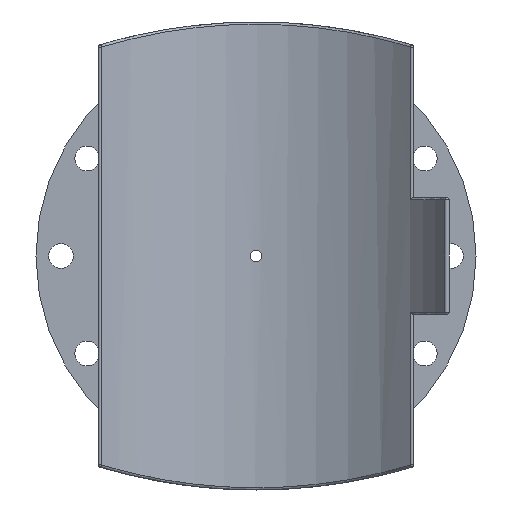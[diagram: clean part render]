
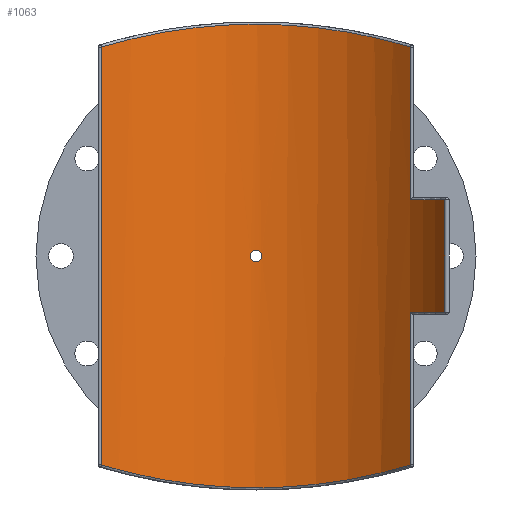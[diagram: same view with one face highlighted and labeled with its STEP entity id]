
A CAD part, front view. The second image highlights one B-rep face of the part: STEP entity #1063.
In plain terms, the highlighted cylindrical face has radius 200 mm (diameter 400 mm), a partial arc.
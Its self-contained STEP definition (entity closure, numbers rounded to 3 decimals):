
#68=CIRCLE('',#1158,200.);
#69=CIRCLE('',#1159,200.);
#149=LINE('',#2112,#179);
#151=LINE('',#2131,#181);
#152=LINE('',#2144,#182);
#153=LINE('',#2148,#183);
#179=VECTOR('',#1352,137.014);
#181=VECTOR('',#1358,375.028);
#182=VECTOR('',#1359,137.014);
#183=VECTOR('',#1362,101.);
#205=FACE_BOUND('',#357,.T.);
#273=FACE_OUTER_BOUND('',#356,.T.);
#356=EDGE_LOOP('',(#781,#782,#783,#784,#785,#786,#787,#788));
#357=EDGE_LOOP('',(#789));
#489=B_SPLINE_CURVE_WITH_KNOTS('',3,(#2076,#2077,#2078,#2079,#2080,#2081,
#2082,#2083,#2084,#2085),.UNSPECIFIED.,.F.,.F.,(4,1,1,1,1,1,1,4),(-31.202,
-26.745,-22.287,-17.83,-13.372,
-8.915,-4.457,0.),.UNSPECIFIED.);
#492=B_SPLINE_CURVE_WITH_KNOTS('',3,(#2133,#2134,#2135,#2136,#2137,#2138,
#2139,#2140,#2141,#2142),.UNSPECIFIED.,.F.,.F.,(4,1,1,1,1,1,1,4),(-31.202,
-26.745,-22.287,-17.83,-13.372,
-8.915,-4.457,0.),.UNSPECIFIED.);
#493=B_SPLINE_CURVE_WITH_KNOTS('',3,(#2151,#2152,#2153,#2154,#2155,#2156,
#2157,#2158,#2159,#2160,#2161,#2162,#2163,#2164,#2165,#2166,#2167,#2168,
#2169,#2170,#2171,#2172,#2173,#2174,#2175,#2176,#2177,#2178,#2179,#2180,
#2181,#2182,#2183,#2184),.UNSPECIFIED.,.T.,.F.,(4,2,2,2,2,2,2,2,2,2,2,2,
2,2,2,2,4),(0.,0.196,0.392,0.588,0.784,
0.979,1.175,1.371,1.567,1.763,
1.959,2.155,2.351,2.547,2.742,
2.938,3.134),.UNSPECIFIED.);
#520=VERTEX_POINT('',#2073);
#521=VERTEX_POINT('',#2075);
#524=VERTEX_POINT('',#2111);
#527=VERTEX_POINT('',#2130);
#528=VERTEX_POINT('',#2132);
#529=VERTEX_POINT('',#2143);
#530=VERTEX_POINT('',#2145);
#531=VERTEX_POINT('',#2147);
#532=VERTEX_POINT('',#2150);
#619=EDGE_CURVE('',#520,#521,#489,.T.);
#629=EDGE_CURVE('',#521,#524,#149,.T.);
#633=EDGE_CURVE('',#527,#520,#151,.T.);
#634=EDGE_CURVE('',#528,#527,#492,.T.);
#635=EDGE_CURVE('',#529,#528,#152,.T.);
#636=EDGE_CURVE('',#530,#529,#68,.T.);
#637=EDGE_CURVE('',#531,#530,#153,.T.);
#638=EDGE_CURVE('',#524,#531,#69,.T.);
#639=EDGE_CURVE('',#532,#532,#493,.T.);
#781=ORIENTED_EDGE('',*,*,#619,.F.);
#782=ORIENTED_EDGE('',*,*,#633,.F.);
#783=ORIENTED_EDGE('',*,*,#634,.F.);
#784=ORIENTED_EDGE('',*,*,#635,.F.);
#785=ORIENTED_EDGE('',*,*,#636,.F.);
#786=ORIENTED_EDGE('',*,*,#637,.F.);
#787=ORIENTED_EDGE('',*,*,#638,.F.);
#788=ORIENTED_EDGE('',*,*,#629,.F.);
#789=ORIENTED_EDGE('',*,*,#639,.T.);
#1016=CYLINDRICAL_SURFACE('',#1157,200.);
#1063=ADVANCED_FACE('',(#273,#205),#1016,.F.);
#1157=AXIS2_PLACEMENT_3D('',#2129,#1356,#1357);
#1158=AXIS2_PLACEMENT_3D('',#2146,#1360,#1361);
#1159=AXIS2_PLACEMENT_3D('',#2149,#1363,#1364);
#1352=DIRECTION('',(0.,0.,-1.));
#1356=DIRECTION('center_axis',(0.,0.,1.));
#1357=DIRECTION('ref_axis',(-1.,0.,0.));
#1358=DIRECTION('',(0.,0.,1.));
#1359=DIRECTION('',(0.,0.,-1.));
#1360=DIRECTION('center_axis',(0.,0.,1.));
#1361=DIRECTION('ref_axis',(0.794,0.608,0.));
#1362=DIRECTION('',(0.,0.,-1.));
#1363=DIRECTION('center_axis',(0.,0.,-1.));
#1364=DIRECTION('ref_axis',(0.794,0.608,0.));
#2073=CARTESIAN_POINT('',(-138.366,144.412,187.514));
#2075=CARTESIAN_POINT('',(138.366,144.412,187.514));
#2076=CARTESIAN_POINT('Ctrl Pts',(-138.366,144.412,187.514));
#2077=CARTESIAN_POINT('Ctrl Pts',(-127.984,154.359,190.656));
#2078=CARTESIAN_POINT('Ctrl Pts',(-105.052,172.033,196.82));
#2079=CARTESIAN_POINT('Ctrl Pts',(-65.409,190.699,204.122));
#2080=CARTESIAN_POINT('Ctrl Pts',(-22.229,200.404,208.168));
#2081=CARTESIAN_POINT('Ctrl Pts',(22.226,200.402,208.166));
#2082=CARTESIAN_POINT('Ctrl Pts',(65.407,190.701,204.124));
#2083=CARTESIAN_POINT('Ctrl Pts',(105.053,172.032,196.819));
#2084=CARTESIAN_POINT('Ctrl Pts',(127.984,154.359,190.656));
#2085=CARTESIAN_POINT('Ctrl Pts',(138.366,144.412,187.514));
#2111=CARTESIAN_POINT('',(138.366,144.412,50.5));
#2112=CARTESIAN_POINT('',(138.366,144.412,0.));
#2129=CARTESIAN_POINT('Origin',(0.,0.,0.));
#2130=CARTESIAN_POINT('',(-138.366,144.412,-187.514));
#2131=CARTESIAN_POINT('',(-138.366,144.412,0.));
#2132=CARTESIAN_POINT('',(138.366,144.412,-187.514));
#2133=CARTESIAN_POINT('Ctrl Pts',(138.366,144.412,-187.514));
#2134=CARTESIAN_POINT('Ctrl Pts',(127.984,154.359,-190.656));
#2135=CARTESIAN_POINT('Ctrl Pts',(105.051,172.033,-196.82));
#2136=CARTESIAN_POINT('Ctrl Pts',(65.41,190.699,-204.122));
#2137=CARTESIAN_POINT('Ctrl Pts',(22.228,200.404,-208.168));
#2138=CARTESIAN_POINT('Ctrl Pts',(-22.226,200.402,-208.167));
#2139=CARTESIAN_POINT('Ctrl Pts',(-65.407,190.701,-204.124));
#2140=CARTESIAN_POINT('Ctrl Pts',(-105.053,172.032,-196.819));
#2141=CARTESIAN_POINT('Ctrl Pts',(-127.984,154.359,-190.656));
#2142=CARTESIAN_POINT('Ctrl Pts',(-138.366,144.412,-187.514));
#2143=CARTESIAN_POINT('',(138.366,144.412,-50.5));
#2144=CARTESIAN_POINT('',(138.366,144.412,0.));
#2145=CARTESIAN_POINT('',(169.554,106.072,-50.5));
#2146=CARTESIAN_POINT('Origin',(0.,0.,-50.5));
#2147=CARTESIAN_POINT('',(169.554,106.072,50.5));
#2148=CARTESIAN_POINT('',(169.554,106.072,0.));
#2149=CARTESIAN_POINT('Origin',(0.,0.,50.5));
#2150=CARTESIAN_POINT('',(5.2,199.932,0.));
#2151=CARTESIAN_POINT('Ctrl Pts',(5.2,199.932,0.));
#2152=CARTESIAN_POINT('Ctrl Pts',(5.2,199.932,-0.653));
#2153=CARTESIAN_POINT('Ctrl Pts',(5.07,199.936,-1.349));
#2154=CARTESIAN_POINT('Ctrl Pts',(4.539,199.949,-2.631));
#2155=CARTESIAN_POINT('Ctrl Pts',(4.139,199.958,-3.215));
#2156=CARTESIAN_POINT('Ctrl Pts',(3.215,199.975,-4.139));
#2157=CARTESIAN_POINT('Ctrl Pts',(2.631,199.984,-4.539));
#2158=CARTESIAN_POINT('Ctrl Pts',(1.349,199.996,-5.07));
#2159=CARTESIAN_POINT('Ctrl Pts',(0.653,200.,-5.2));
#2160=CARTESIAN_POINT('Ctrl Pts',(-0.653,200.,-5.2));
#2161=CARTESIAN_POINT('Ctrl Pts',(-1.349,199.996,-5.07));
#2162=CARTESIAN_POINT('Ctrl Pts',(-2.631,199.984,-4.539));
#2163=CARTESIAN_POINT('Ctrl Pts',(-3.215,199.975,-4.139));
#2164=CARTESIAN_POINT('Ctrl Pts',(-4.139,199.958,-3.215));
#2165=CARTESIAN_POINT('Ctrl Pts',(-4.539,199.949,-2.631));
#2166=CARTESIAN_POINT('Ctrl Pts',(-5.07,199.936,-1.349));
#2167=CARTESIAN_POINT('Ctrl Pts',(-5.2,199.932,-0.653));
#2168=CARTESIAN_POINT('Ctrl Pts',(-5.2,199.932,0.653));
#2169=CARTESIAN_POINT('Ctrl Pts',(-5.07,199.936,1.349));
#2170=CARTESIAN_POINT('Ctrl Pts',(-4.539,199.949,2.631));
#2171=CARTESIAN_POINT('Ctrl Pts',(-4.139,199.958,3.215));
#2172=CARTESIAN_POINT('Ctrl Pts',(-3.215,199.975,4.139));
#2173=CARTESIAN_POINT('Ctrl Pts',(-2.631,199.984,4.539));
#2174=CARTESIAN_POINT('Ctrl Pts',(-1.349,199.996,5.07));
#2175=CARTESIAN_POINT('Ctrl Pts',(-0.653,200.,5.2));
#2176=CARTESIAN_POINT('Ctrl Pts',(0.653,200.,5.2));
#2177=CARTESIAN_POINT('Ctrl Pts',(1.349,199.996,5.07));
#2178=CARTESIAN_POINT('Ctrl Pts',(2.631,199.984,4.539));
#2179=CARTESIAN_POINT('Ctrl Pts',(3.215,199.975,4.139));
#2180=CARTESIAN_POINT('Ctrl Pts',(4.139,199.958,3.215));
#2181=CARTESIAN_POINT('Ctrl Pts',(4.539,199.949,2.631));
#2182=CARTESIAN_POINT('Ctrl Pts',(5.07,199.936,1.349));
#2183=CARTESIAN_POINT('Ctrl Pts',(5.2,199.932,0.653));
#2184=CARTESIAN_POINT('Ctrl Pts',(5.2,199.932,0.));
